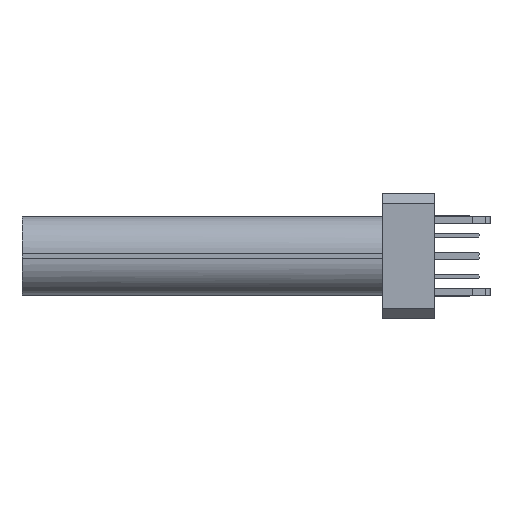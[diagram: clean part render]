
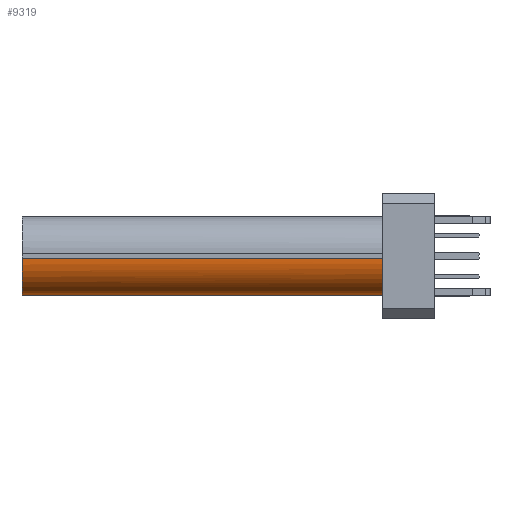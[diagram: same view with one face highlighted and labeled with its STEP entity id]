
A CAD part, left-side view. The second image highlights one B-rep face of the part: STEP entity #9319.
In plain terms, the highlighted cylindrical face has radius 1.5 mm (diameter 3 mm), a partial arc.
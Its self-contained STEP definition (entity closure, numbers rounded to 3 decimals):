
#460=CARTESIAN_POINT('',(-10.17,4.3,-2.58));
#461=DIRECTION('',(0.,-1.,0.));
#462=DIRECTION('',(-1.,0.,0.));
#463=AXIS2_PLACEMENT_3D('',#460,#461,#462);
#493=DIRECTION('',(0.,-1.,0.));
#494=VECTOR('',#493,14.4);
#495=CARTESIAN_POINT('',(-10.17,18.7,-4.08));
#496=LINE('',#495,#494);
#497=DIRECTION('',(0.,1.,0.));
#498=VECTOR('',#497,14.4);
#499=CARTESIAN_POINT('',(-11.67,4.3,-2.58));
#500=LINE('',#499,#498);
#510=CARTESIAN_POINT('',(-10.17,4.3,-2.58));
#511=DIRECTION('',(0.,-1.,0.));
#512=DIRECTION('',(-0.626,0.,-0.78));
#513=AXIS2_PLACEMENT_3D('',#510,#511,#512);
#2880=CARTESIAN_POINT('',(-10.17,18.7,-2.58));
#2881=DIRECTION('',(0.,1.,0.));
#2882=DIRECTION('',(0.,0.,-1.));
#2883=AXIS2_PLACEMENT_3D('',#2880,#2881,#2882);
#7705=CARTESIAN_POINT('',(-10.17,4.3,-4.08));
#7706=VERTEX_POINT('',#7705);
#8118=CARTESIAN_POINT('',(-11.67,18.7,-2.58));
#8119=VERTEX_POINT('',#8118);
#8120=CARTESIAN_POINT('',(-10.17,18.7,-4.08));
#8121=VERTEX_POINT('',#8120);
#8180=CARTESIAN_POINT('',(-11.109,4.3,-3.75));
#8182=VERTEX_POINT('',#8180);
#8200=CARTESIAN_POINT('',(-11.67,4.3,-2.58));
#8202=VERTEX_POINT('',#8200);
#9304=CARTESIAN_POINT('',(-10.17,19.3,-2.58));
#9305=DIRECTION('',(0.,-1.,0.));
#9306=DIRECTION('',(0.,0.,-1.));
#9307=AXIS2_PLACEMENT_3D('',#9304,#9305,#9306);
#9308=CYLINDRICAL_SURFACE('',#9307,1.5);
#9309=ORIENTED_EDGE('',*,*,#9240,.T.);
#9311=ORIENTED_EDGE('',*,*,#9310,.T.);
#9313=ORIENTED_EDGE('',*,*,#9312,.F.);
#9315=ORIENTED_EDGE('',*,*,#9314,.T.);
#9316=ORIENTED_EDGE('',*,*,#9288,.F.);
#9317=EDGE_LOOP('',(#9309,#9311,#9313,#9315,#9316));
#9318=FACE_OUTER_BOUND('',#9317,.F.);
#464=CIRCLE('',#463,1.5);
#514=CIRCLE('',#513,1.5);
#2884=CIRCLE('',#2883,1.5);
#9240=EDGE_CURVE('',#8202,#8182,#464,.T.);
#9288=EDGE_CURVE('',#8202,#8119,#500,.T.);
#9310=EDGE_CURVE('',#8182,#7706,#514,.T.);
#9312=EDGE_CURVE('',#8121,#7706,#496,.T.);
#9314=EDGE_CURVE('',#8121,#8119,#2884,.T.);
#9319=ADVANCED_FACE('',(#9318),#9308,.T.);
